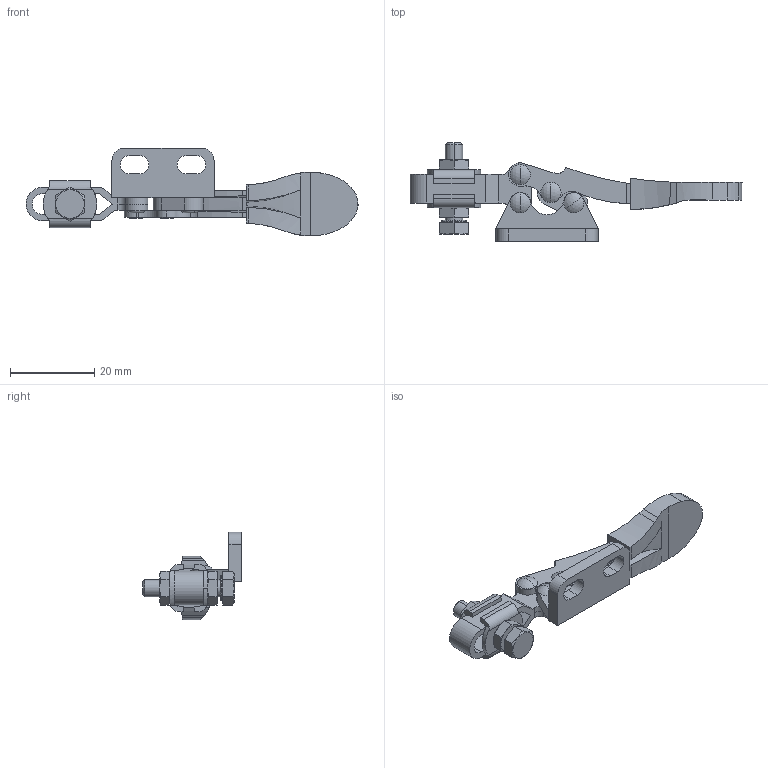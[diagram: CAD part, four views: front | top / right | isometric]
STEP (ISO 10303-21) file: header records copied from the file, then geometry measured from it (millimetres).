
FILE_DESCRIPTION (( 'STEP AP214' ), '1' );
FILE_NAME ('GH-201-L(Â²¤Æ).STEP', '2020-07-16T07:19:37', ( 'LinWei' ), ( '' ), 'SwSTEP 2.0', 'SolidWorks 2016', '' );
FILE_SCHEMA (( 'AUTOMOTIVE_DESIGN' ));
Length unit declared in the file: millimetre
Products named in the file (6): GH-201-L(簡化); 1201A05-1^GH-201-L(簡化); 1201L01-1^GH-201-L(簡化); Group5^GH-201-L(簡化); Group3^GH-201-L(簡化); Group1^GH-201-L(簡化)
Assembly tree (5 placements, depth 2):
  GH-201-L(簡化)
    Group1^GH-201-L(簡化)
    Group3^GH-201-L(簡化)
    Group5^GH-201-L(簡化)
    1201L01-1^GH-201-L(簡化)
    1201A05-1^GH-201-L(簡化)
Bounding box: 78.99 x 23.55 x 20.87 mm (x, y, z)
Volume: 2822.7 mm3; surface area: 6571.8 mm2
Topology: 6 solids, 11 shells, 314 faces, 787 edges, 514 vertices
Faces by surface type: cylinder 139, plane 116, cone 28, torus 14, bspline 9, sphere 8
Entity records: 11539 total; most frequent: CARTESIAN_POINT 2779, DIRECTION 1588, ORIENTED_EDGE 1558, EDGE_CURVE 787, AXIS2_PLACEMENT_3D 636, VERTEX_POINT 514, EDGE_LOOP 357, CIRCLE 322
